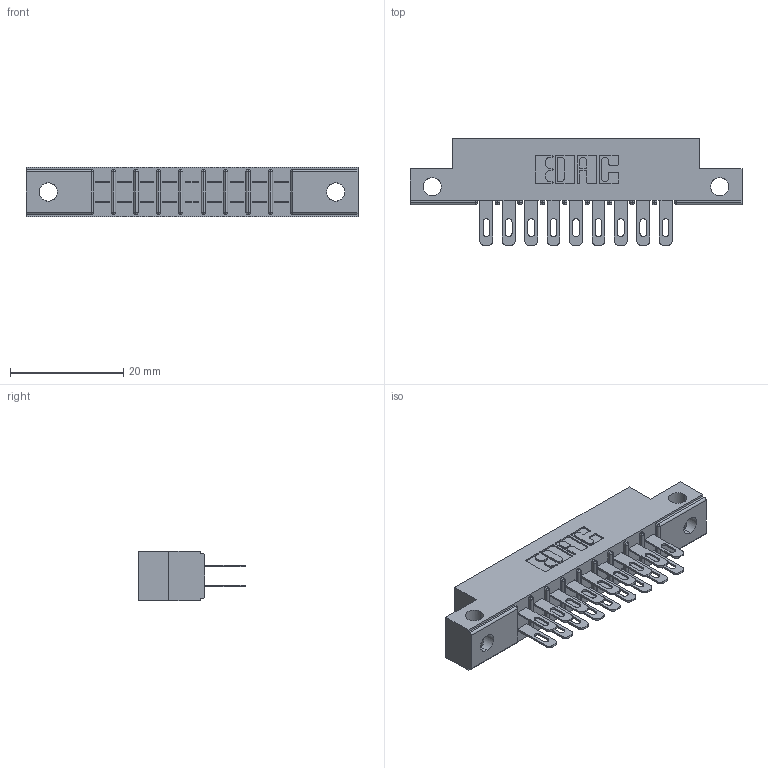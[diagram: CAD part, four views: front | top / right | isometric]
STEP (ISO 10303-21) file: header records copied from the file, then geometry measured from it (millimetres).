
FILE_DESCRIPTION (( 'STEP AP203' ), '1' );
FILE_NAME ('315-018-500-212.STEP', '2020-09-20T01:50:10', ( '' ), ( '' ), 'SwSTEP 2.0', 'SolidWorks 2020', '' );
FILE_SCHEMA (( 'CONFIG_CONTROL_DESIGN' ));
Length unit declared in the file: inch
Products named in the file (3): 305 Part_.128 Dia; 305-290-001_500; 315-018-500-212
Assembly tree (19 placements, depth 2):
  315-018-500-212
    305 Part_.128 Dia
    305-290-001_500  x18
Bounding box: 58.67 x 18.85 x 8.71 mm (x, y, z)
Volume: 3623.7 mm3; surface area: 6380.5 mm2
Topology: 19 solids, 19 shells, 1028 faces, 2935 edges, 1902 vertices
Faces by surface type: plane 572, cylinder 420, sphere 36
Entity records: 14190 total; most frequent: CARTESIAN_POINT 2397, ORIENTED_EDGE 2330, DIRECTION 2287, EDGE_CURVE 1165, VECTOR 887, LINE 887, VERTEX_POINT 746, AXIS2_PLACEMENT_3D 700
